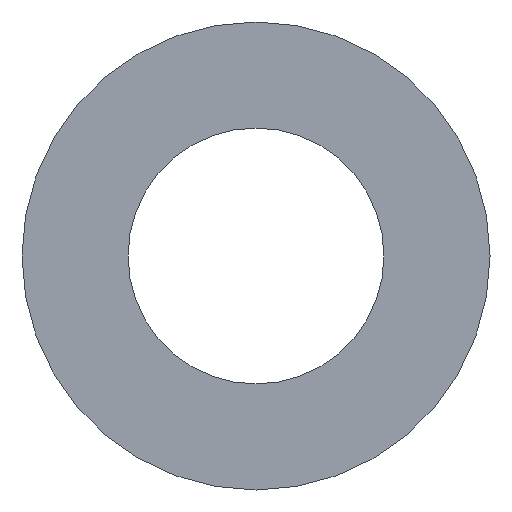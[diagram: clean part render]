
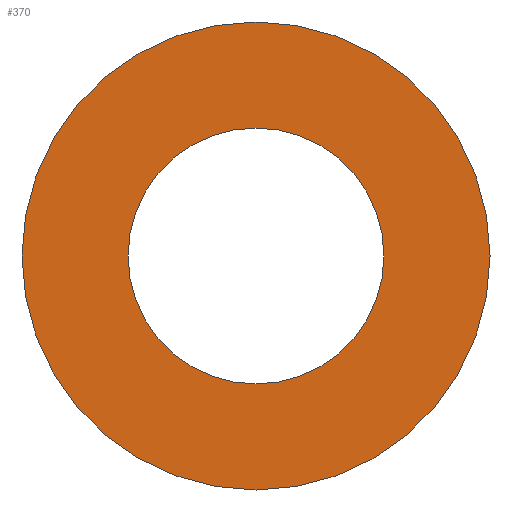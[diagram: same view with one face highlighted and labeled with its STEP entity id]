
A CAD part, front view. The second image highlights one B-rep face of the part: STEP entity #370.
In plain terms, the highlighted planar face has unit normal (0, -1, 0).
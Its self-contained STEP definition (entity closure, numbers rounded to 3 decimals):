
#23 = CIRCLE ( 'NONE', #253, 16. ) ;
#24 = DIRECTION ( 'NONE',  ( 0., 0., 1. ) ) ;
#38 = AXIS2_PLACEMENT_3D ( 'NONE', #193, #345, #192 ) ;
#54 = CARTESIAN_POINT ( 'NONE',  ( 0., 0., -38.4 ) ) ;
#68 = CARTESIAN_POINT ( 'NONE',  ( 0., 0., -6.4 ) ) ;
#73 = CARTESIAN_POINT ( 'NONE',  ( 0., 0., -31.15 ) ) ;
#116 = CARTESIAN_POINT ( 'NONE',  ( 0., 0., -22.4 ) ) ;
#124 = CARTESIAN_POINT ( 'NONE',  ( 0., 0., -22.4 ) ) ;
#139 = ORIENTED_EDGE ( 'NONE', *, *, #379, .F. ) ;
#144 = AXIS2_PLACEMENT_3D ( 'NONE', #124, #249, #368 ) ;
#145 = VERTEX_POINT ( 'NONE', #73 ) ;
#153 = FACE_BOUND ( 'NONE', #266, .T. ) ;
#164 = CIRCLE ( 'NONE', #38, 16. ) ;
#174 = CARTESIAN_POINT ( 'NONE',  ( 0., 0., -22.4 ) ) ;
#176 = DIRECTION ( 'NONE',  ( 0., 0., 1. ) ) ;
#192 = DIRECTION ( 'NONE',  ( 0., 0., 1. ) ) ;
#193 = CARTESIAN_POINT ( 'NONE',  ( 0., 0., -22.4 ) ) ;
#202 = ORIENTED_EDGE ( 'NONE', *, *, #216, .T. ) ;
#216 = EDGE_CURVE ( 'NONE', #242, #145, #351, .T. ) ;
#242 = VERTEX_POINT ( 'NONE', #271 ) ;
#243 = FACE_OUTER_BOUND ( 'NONE', #330, .T. ) ;
#249 = DIRECTION ( 'NONE',  ( 0., 1., 0. ) ) ;
#250 = CIRCLE ( 'NONE', #401, 8.75 ) ;
#253 = AXIS2_PLACEMENT_3D ( 'NONE', #174, #360, #24 ) ;
#256 = EDGE_CURVE ( 'NONE', #354, #384, #23, .T. ) ;
#263 = ORIENTED_EDGE ( 'NONE', *, *, #256, .F. ) ;
#266 = EDGE_LOOP ( 'NONE', ( #403, #202 ) ) ;
#269 = EDGE_CURVE ( 'NONE', #145, #242, #250, .T. ) ;
#271 = CARTESIAN_POINT ( 'NONE',  ( 0., 0., -13.65 ) ) ;
#278 = PLANE ( 'NONE',  #144 ) ;
#300 = DIRECTION ( 'NONE',  ( 0., 0., 1. ) ) ;
#304 = AXIS2_PLACEMENT_3D ( 'NONE', #116, #391, #176 ) ;
#308 = DIRECTION ( 'NONE',  ( 0., 1., 0. ) ) ;
#330 = EDGE_LOOP ( 'NONE', ( #263, #139 ) ) ;
#345 = DIRECTION ( 'NONE',  ( 0., 1., 0. ) ) ;
#351 = CIRCLE ( 'NONE', #304, 8.75 ) ;
#354 = VERTEX_POINT ( 'NONE', #54 ) ;
#360 = DIRECTION ( 'NONE',  ( 0., 1., 0. ) ) ;
#363 = CARTESIAN_POINT ( 'NONE',  ( 0., 0., -22.4 ) ) ;
#368 = DIRECTION ( 'NONE',  ( 0., 0., 1. ) ) ;
#370 = ADVANCED_FACE ( 'NONE', ( #153, #243 ), #278, .F. ) ;
#379 = EDGE_CURVE ( 'NONE', #384, #354, #164, .T. ) ;
#384 = VERTEX_POINT ( 'NONE', #68 ) ;
#391 = DIRECTION ( 'NONE',  ( 0., 1., 0. ) ) ;
#401 = AXIS2_PLACEMENT_3D ( 'NONE', #363, #308, #300 ) ;
#403 = ORIENTED_EDGE ( 'NONE', *, *, #269, .T. ) ;
